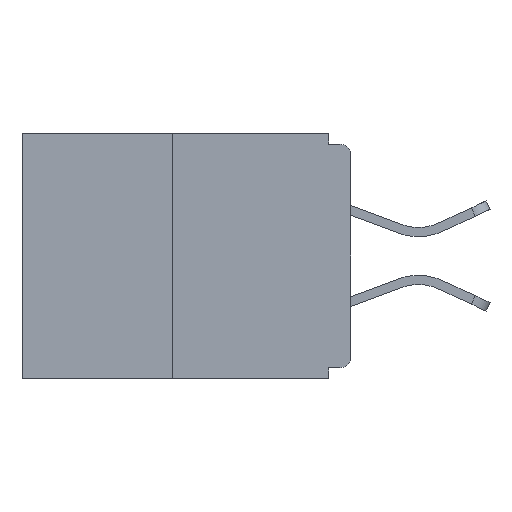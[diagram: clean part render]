
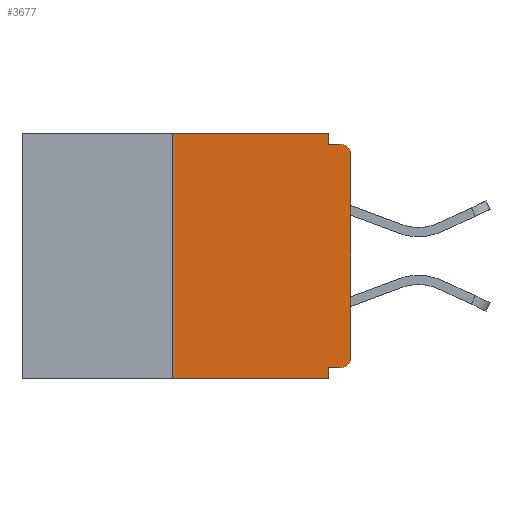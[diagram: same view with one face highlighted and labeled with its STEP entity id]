
A CAD part, left-side view. The second image highlights one B-rep face of the part: STEP entity #3677.
In plain terms, the highlighted planar face has unit normal (-1, 0, 0).
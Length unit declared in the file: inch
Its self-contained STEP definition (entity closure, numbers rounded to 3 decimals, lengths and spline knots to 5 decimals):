
#440 = EDGE_CURVE ( 'NONE', #13345, #7602, #12723, .T. ) ;
#814 = CARTESIAN_POINT ( 'NONE',  ( 0., 0.031, -0.328 ) ) ;
#850 = DIRECTION ( 'NONE',  ( 0., 0., 1. ) ) ;
#1039 = DIRECTION ( 'NONE',  ( 0., 0., -1. ) ) ;
#1147 = CARTESIAN_POINT ( 'NONE',  ( 0., 0.015, -0.03 ) ) ;
#2006 = CIRCLE ( 'NONE', #2819, 0.015 ) ;
#2178 = EDGE_CURVE ( 'NONE', #6985, #12128, #10312, .T. ) ;
#2271 = ORIENTED_EDGE ( 'NONE', *, *, #7365, .F. ) ;
#2374 = FACE_OUTER_BOUND ( 'NONE', #3257, .T. ) ;
#2808 = VECTOR ( 'NONE', #13526, 39.37008 ) ;
#2819 = AXIS2_PLACEMENT_3D ( 'NONE', #11172, #14744, #1039 ) ;
#2906 = ORIENTED_EDGE ( 'NONE', *, *, #7623, .F. ) ;
#3257 = EDGE_LOOP ( 'NONE', ( #12090, #15832, #14128, #2271, #12468, #7872, #5398, #15844, #2906, #15672 ) ) ;
#3335 = VECTOR ( 'NONE', #4433, 39.37008 ) ;
#3644 = CIRCLE ( 'NONE', #5112, 0.015 ) ;
#3677 = ADVANCED_FACE ( 'NONE', ( #2374 ), #9643, .F. ) ;
#3862 = CARTESIAN_POINT ( 'NONE',  ( 0., 0.25, 0. ) ) ;
#3943 = CARTESIAN_POINT ( 'NONE',  ( 0., 0., -0.313 ) ) ;
#3957 = AXIS2_PLACEMENT_3D ( 'NONE', #7409, #13730, #11439 ) ;
#4031 = CARTESIAN_POINT ( 'NONE',  ( 0., 0., -0.03 ) ) ;
#4328 = VERTEX_POINT ( 'NONE', #12553 ) ;
#4433 = DIRECTION ( 'NONE',  ( 0., -1., 0. ) ) ;
#4684 = CARTESIAN_POINT ( 'NONE',  ( 0., 0.031, 0. ) ) ;
#4820 = DIRECTION ( 'NONE',  ( 0., 0., -1. ) ) ;
#5112 = AXIS2_PLACEMENT_3D ( 'NONE', #1147, #12369, #4820 ) ;
#5398 = ORIENTED_EDGE ( 'NONE', *, *, #2178, .T. ) ;
#5405 = DIRECTION ( 'NONE',  ( 0., 0., 1. ) ) ;
#6004 = VERTEX_POINT ( 'NONE', #6741 ) ;
#6016 = CARTESIAN_POINT ( 'NONE',  ( 0., 0., -0.328 ) ) ;
#6741 = CARTESIAN_POINT ( 'NONE',  ( 0., 0.015, -0.015 ) ) ;
#6882 = CARTESIAN_POINT ( 'NONE',  ( 0., 0.46, 0. ) ) ;
#6911 = VERTEX_POINT ( 'NONE', #15225 ) ;
#6985 = VERTEX_POINT ( 'NONE', #3943 ) ;
#7044 = CARTESIAN_POINT ( 'NONE',  ( 0., 0.031, -0.015 ) ) ;
#7204 = CARTESIAN_POINT ( 'NONE',  ( 0., 0.031, 0. ) ) ;
#7365 = EDGE_CURVE ( 'NONE', #7602, #10695, #16035, .T. ) ;
#7409 = CARTESIAN_POINT ( 'NONE',  ( 0., 0.46, 0. ) ) ;
#7602 = VERTEX_POINT ( 'NONE', #814 ) ;
#7623 = EDGE_CURVE ( 'NONE', #7649, #6004, #13092, .T. ) ;
#7649 = VERTEX_POINT ( 'NONE', #7044 ) ;
#7805 = EDGE_CURVE ( 'NONE', #13967, #7649, #11870, .T. ) ;
#7872 = ORIENTED_EDGE ( 'NONE', *, *, #8633, .T. ) ;
#8244 = CARTESIAN_POINT ( 'NONE',  ( 0., 0.031, -0.343 ) ) ;
#8393 = CARTESIAN_POINT ( 'NONE',  ( 0., 0., 0. ) ) ;
#8633 = EDGE_CURVE ( 'NONE', #13345, #6985, #2006, .T. ) ;
#9433 = DIRECTION ( 'NONE',  ( 0., -1., 0. ) ) ;
#9446 = CARTESIAN_POINT ( 'NONE',  ( 0., 0., -0.015 ) ) ;
#9643 = PLANE ( 'NONE',  #3957 ) ;
#9741 = VECTOR ( 'NONE', #9433, 39.37008 ) ;
#10312 = LINE ( 'NONE', #8393, #10508 ) ;
#10508 = VECTOR ( 'NONE', #850, 39.37008 ) ;
#10695 = VERTEX_POINT ( 'NONE', #8244 ) ;
#10789 = DIRECTION ( 'NONE',  ( 0., -1., 0. ) ) ;
#10859 = EDGE_CURVE ( 'NONE', #12128, #6004, #3644, .T. ) ;
#11014 = LINE ( 'NONE', #15676, #3335 ) ;
#11172 = CARTESIAN_POINT ( 'NONE',  ( 0., 0.015, -0.313 ) ) ;
#11327 = EDGE_CURVE ( 'NONE', #4328, #13967, #13113, .T. ) ;
#11439 = DIRECTION ( 'NONE',  ( 0., 0., -1. ) ) ;
#11870 = LINE ( 'NONE', #7204, #2808 ) ;
#11886 = VECTOR ( 'NONE', #14926, 39.37008 ) ;
#12090 = ORIENTED_EDGE ( 'NONE', *, *, #11327, .F. ) ;
#12128 = VERTEX_POINT ( 'NONE', #4031 ) ;
#12369 = DIRECTION ( 'NONE',  ( -1., 0., 0. ) ) ;
#12427 = CARTESIAN_POINT ( 'NONE',  ( 0., 0.015, -0.328 ) ) ;
#12468 = ORIENTED_EDGE ( 'NONE', *, *, #440, .F. ) ;
#12553 = CARTESIAN_POINT ( 'NONE',  ( 0., 0.25, 0. ) ) ;
#12723 = LINE ( 'NONE', #6016, #14460 ) ;
#13092 = LINE ( 'NONE', #9446, #15263 ) ;
#13113 = LINE ( 'NONE', #6882, #9741 ) ;
#13345 = VERTEX_POINT ( 'NONE', #12427 ) ;
#13526 = DIRECTION ( 'NONE',  ( 0., 0., -1. ) ) ;
#13730 = DIRECTION ( 'NONE',  ( 1., 0., 0. ) ) ;
#13802 = EDGE_CURVE ( 'NONE', #6911, #10695, #11014, .T. ) ;
#13967 = VERTEX_POINT ( 'NONE', #4684 ) ;
#14128 = ORIENTED_EDGE ( 'NONE', *, *, #13802, .T. ) ;
#14460 = VECTOR ( 'NONE', #14800, 39.37008 ) ;
#14529 = LINE ( 'NONE', #3862, #15746 ) ;
#14744 = DIRECTION ( 'NONE',  ( -1., 0., 0. ) ) ;
#14800 = DIRECTION ( 'NONE',  ( 0., 1., 0. ) ) ;
#14926 = DIRECTION ( 'NONE',  ( 0., 0., -1. ) ) ;
#15225 = CARTESIAN_POINT ( 'NONE',  ( 0., 0.25, -0.343 ) ) ;
#15263 = VECTOR ( 'NONE', #10789, 39.37008 ) ;
#15621 = EDGE_CURVE ( 'NONE', #6911, #4328, #14529, .T. ) ;
#15672 = ORIENTED_EDGE ( 'NONE', *, *, #7805, .F. ) ;
#15676 = CARTESIAN_POINT ( 'NONE',  ( 0., 0.46, -0.343 ) ) ;
#15746 = VECTOR ( 'NONE', #5405, 39.37008 ) ;
#15832 = ORIENTED_EDGE ( 'NONE', *, *, #15621, .F. ) ;
#15844 = ORIENTED_EDGE ( 'NONE', *, *, #10859, .T. ) ;
#16035 = LINE ( 'NONE', #16145, #11886 ) ;
#16145 = CARTESIAN_POINT ( 'NONE',  ( 0., 0.031, -0.343 ) ) ;
